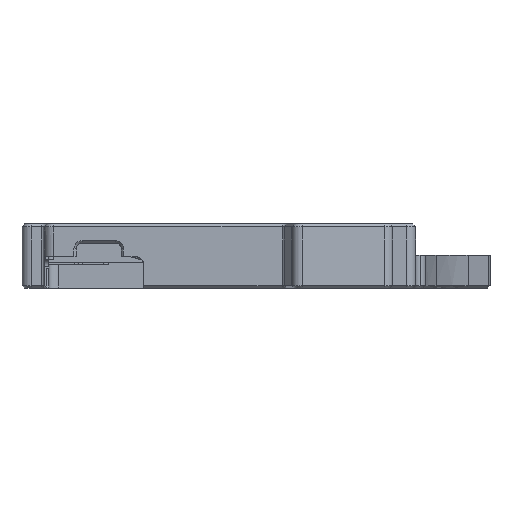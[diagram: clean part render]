
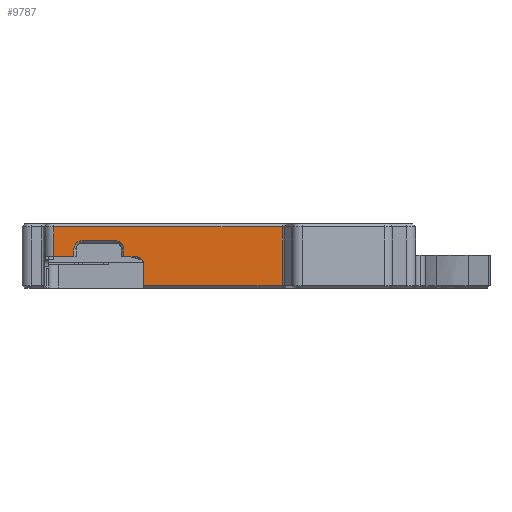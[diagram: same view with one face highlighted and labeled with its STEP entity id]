
A CAD part, left-side view. The second image highlights one B-rep face of the part: STEP entity #9787.
In plain terms, the highlighted planar face has unit normal (-1, 0, 0).
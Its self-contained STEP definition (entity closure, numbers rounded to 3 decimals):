
#369=CIRCLE('',#10436,1.7);
#370=CIRCLE('',#10437,1.7);
#371=CIRCLE('',#10438,1.5);
#892=FACE_OUTER_BOUND('',#1436,.T.);
#1436=EDGE_LOOP('',(#6841,#6842,#6843,#6844,#6845,#6846,#6847,#6848,#6849,
#6850,#6851,#6852,#6853));
#1933=LINE('',#14324,#2958);
#2057=LINE('',#14695,#3082);
#2115=LINE('',#14860,#3140);
#2116=LINE('',#14863,#3141);
#2117=LINE('',#14865,#3142);
#2118=LINE('',#14869,#3143);
#2119=LINE('',#14873,#3144);
#2120=LINE('',#14875,#3145);
#2121=LINE('',#14879,#3146);
#2122=LINE('',#14880,#3147);
#2958=VECTOR('',#11263,10.);
#3082=VECTOR('',#11635,10.);
#3140=VECTOR('',#11811,10.);
#3141=VECTOR('',#11816,10.);
#3142=VECTOR('',#11817,10.);
#3143=VECTOR('',#11820,10.);
#3144=VECTOR('',#11823,10.);
#3145=VECTOR('',#11824,10.);
#3146=VECTOR('',#11827,10.);
#3147=VECTOR('',#11828,10.);
#3987=VERTEX_POINT('',#14321);
#3988=VERTEX_POINT('',#14323);
#4109=VERTEX_POINT('',#14687);
#4111=VERTEX_POINT('',#14693);
#4159=VERTEX_POINT('',#14859);
#4160=VERTEX_POINT('',#14864);
#4161=VERTEX_POINT('',#14866);
#4162=VERTEX_POINT('',#14868);
#4163=VERTEX_POINT('',#14870);
#4164=VERTEX_POINT('',#14872);
#4165=VERTEX_POINT('',#14874);
#4166=VERTEX_POINT('',#14876);
#4167=VERTEX_POINT('',#14878);
#4948=EDGE_CURVE('',#3987,#3988,#1933,.T.);
#5133=EDGE_CURVE('',#4111,#4109,#2057,.T.);
#5216=EDGE_CURVE('',#4109,#4159,#2115,.T.);
#5218=EDGE_CURVE('',#3988,#4111,#2116,.T.);
#5219=EDGE_CURVE('',#4160,#3987,#2117,.T.);
#5220=EDGE_CURVE('',#4161,#4160,#369,.T.);
#5221=EDGE_CURVE('',#4162,#4161,#2118,.T.);
#5222=EDGE_CURVE('',#4163,#4162,#370,.T.);
#5223=EDGE_CURVE('',#4164,#4163,#2119,.T.);
#5224=EDGE_CURVE('',#4165,#4164,#2120,.T.);
#5225=EDGE_CURVE('',#4166,#4165,#371,.T.);
#5226=EDGE_CURVE('',#4167,#4166,#2121,.T.);
#5227=EDGE_CURVE('',#4159,#4167,#2122,.T.);
#6841=ORIENTED_EDGE('',*,*,#5133,.F.);
#6842=ORIENTED_EDGE('',*,*,#5218,.F.);
#6843=ORIENTED_EDGE('',*,*,#4948,.F.);
#6844=ORIENTED_EDGE('',*,*,#5219,.F.);
#6845=ORIENTED_EDGE('',*,*,#5220,.F.);
#6846=ORIENTED_EDGE('',*,*,#5221,.F.);
#6847=ORIENTED_EDGE('',*,*,#5222,.F.);
#6848=ORIENTED_EDGE('',*,*,#5223,.F.);
#6849=ORIENTED_EDGE('',*,*,#5224,.F.);
#6850=ORIENTED_EDGE('',*,*,#5225,.F.);
#6851=ORIENTED_EDGE('',*,*,#5226,.F.);
#6852=ORIENTED_EDGE('',*,*,#5227,.F.);
#6853=ORIENTED_EDGE('',*,*,#5216,.F.);
#9453=PLANE('',#10435);
#9787=ADVANCED_FACE('',(#892),#9453,.T.);
#10435=AXIS2_PLACEMENT_3D('',#14862,#11814,#11815);
#10436=AXIS2_PLACEMENT_3D('',#14867,#11818,#11819);
#10437=AXIS2_PLACEMENT_3D('',#14871,#11821,#11822);
#10438=AXIS2_PLACEMENT_3D('',#14877,#11825,#11826);
#11263=DIRECTION('',(0.,1.,0.));
#11635=DIRECTION('',(0.,-1.,0.));
#11811=DIRECTION('',(0.,0.,-1.));
#11814=DIRECTION('center_axis',(-1.,0.,0.));
#11815=DIRECTION('ref_axis',(0.,0.,1.));
#11816=DIRECTION('',(0.,0.,1.));
#11817=DIRECTION('',(0.,0.,-1.));
#11818=DIRECTION('center_axis',(-1.,0.,0.));
#11819=DIRECTION('ref_axis',(0.,0.707,0.707));
#11820=DIRECTION('',(0.,1.,0.));
#11821=DIRECTION('center_axis',(-1.,0.,0.));
#11822=DIRECTION('ref_axis',(0.,-0.707,0.707));
#11823=DIRECTION('',(0.,0.,1.));
#11824=DIRECTION('',(0.,1.,0.));
#11825=DIRECTION('center_axis',(-1.,0.,0.));
#11826=DIRECTION('ref_axis',(0.,-0.707,0.707));
#11827=DIRECTION('',(0.,0.,1.));
#11828=DIRECTION('',(0.,1.,0.));
#14321=CARTESIAN_POINT('',(29.138,-54.4,3.31));
#14323=CARTESIAN_POINT('',(29.138,-50.155,3.31));
#14324=CARTESIAN_POINT('',(29.138,-52.214,3.31));
#14687=CARTESIAN_POINT('',(29.138,-98.086,9.6));
#14693=CARTESIAN_POINT('',(29.138,-50.155,9.6));
#14695=CARTESIAN_POINT('',(29.138,-106.766,9.6));
#14859=CARTESIAN_POINT('',(29.138,-98.086,-2.75));
#14860=CARTESIAN_POINT('',(29.138,-98.086,0.));
#14862=CARTESIAN_POINT('Origin',(29.138,-120.435,0.));
#14863=CARTESIAN_POINT('',(29.138,-50.155,4.745));
#14864=CARTESIAN_POINT('',(29.138,-54.4,4.98));
#14865=CARTESIAN_POINT('',(29.138,-54.4,2.373));
#14866=CARTESIAN_POINT('',(29.138,-56.1,6.68));
#14867=CARTESIAN_POINT('Origin',(29.138,-56.1,4.98));
#14868=CARTESIAN_POINT('',(29.138,-63.1,6.68));
#14869=CARTESIAN_POINT('',(29.138,-88.267,6.68));
#14870=CARTESIAN_POINT('',(29.138,-64.8,4.98));
#14871=CARTESIAN_POINT('Origin',(29.138,-63.1,4.98));
#14872=CARTESIAN_POINT('',(29.138,-64.8,3.31));
#14873=CARTESIAN_POINT('',(29.138,-64.8,2.49));
#14874=CARTESIAN_POINT('',(29.138,-67.5,3.31));
#14875=CARTESIAN_POINT('',(29.138,-84.795,3.31));
#14876=CARTESIAN_POINT('',(29.138,-69.,1.81));
#14877=CARTESIAN_POINT('Origin',(29.138,-67.5,1.81));
#14878=CARTESIAN_POINT('',(29.138,-69.,-2.75));
#14879=CARTESIAN_POINT('',(29.138,-69.,3.875));
#14880=CARTESIAN_POINT('',(29.138,-106.766,-2.75));
